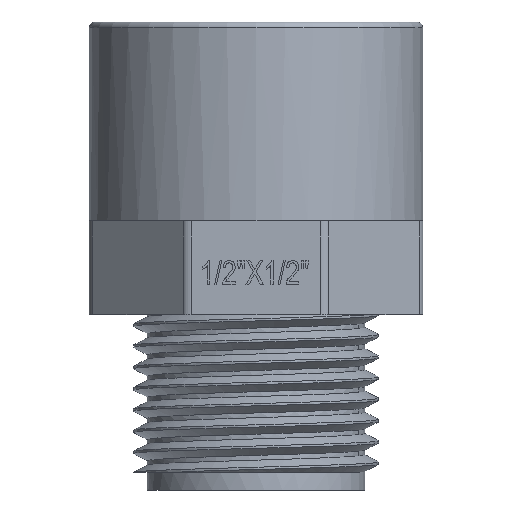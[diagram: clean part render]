
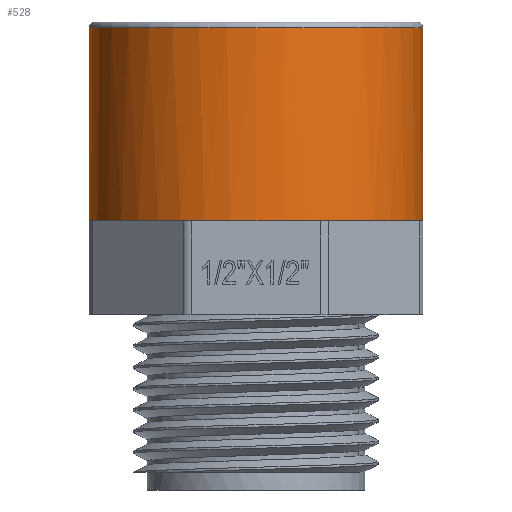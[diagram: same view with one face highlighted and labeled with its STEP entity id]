
A CAD part, front view. The second image highlights one B-rep face of the part: STEP entity #528.
In plain terms, the highlighted cylindrical face has radius 14.25 mm (diameter 28.5 mm), a full revolution.
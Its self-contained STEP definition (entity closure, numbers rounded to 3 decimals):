
#148=CYLINDRICAL_SURFACE('',#5656,14.25);
#473=CIRCLE('',#5624,14.25);
#475=CIRCLE('',#5627,14.25);
#477=CIRCLE('',#5630,14.25);
#479=CIRCLE('',#5633,14.25);
#481=CIRCLE('',#5636,14.25);
#483=CIRCLE('',#5639,14.25);
#485=CIRCLE('',#5642,14.25);
#487=CIRCLE('',#5650,14.25);
#490=CIRCLE('',#5655,14.25);
#528=ADVANCED_FACE('',(#1705,#1706),#148,.T.);
#1705=FACE_BOUND('',#1783,.T.);
#1706=FACE_BOUND('',#1784,.T.);
#1783=EDGE_LOOP('',(#2401));
#1784=EDGE_LOOP('',(#2402,#2403,#2404,#2405,#2406,#2407,#2408,#2409));
#2401=ORIENTED_EDGE('',*,*,#4520,.T.);
#2402=ORIENTED_EDGE('',*,*,#4391,.T.);
#2403=ORIENTED_EDGE('',*,*,#4394,.T.);
#2404=ORIENTED_EDGE('',*,*,#4397,.T.);
#2405=ORIENTED_EDGE('',*,*,#4400,.T.);
#2406=ORIENTED_EDGE('',*,*,#4403,.T.);
#2407=ORIENTED_EDGE('',*,*,#4407,.T.);
#2408=ORIENTED_EDGE('',*,*,#4411,.T.);
#2409=ORIENTED_EDGE('',*,*,#4517,.T.);
#3705=VERTEX_POINT('',#6813);
#3780=VERTEX_POINT('',#7187);
#3831=VERTEX_POINT('',#7460);
#3850=VERTEX_POINT('',#7522);
#3853=VERTEX_POINT('',#7533);
#3856=VERTEX_POINT('',#7544);
#3859=VERTEX_POINT('',#7552);
#3862=VERTEX_POINT('',#7560);
#3959=VERTEX_POINT('',#8088);
#4391=EDGE_CURVE('',#3831,#3850,#473,.T.);
#4394=EDGE_CURVE('',#3850,#3705,#475,.T.);
#4397=EDGE_CURVE('',#3705,#3853,#477,.T.);
#4400=EDGE_CURVE('',#3853,#3780,#479,.T.);
#4403=EDGE_CURVE('',#3780,#3856,#481,.T.);
#4407=EDGE_CURVE('',#3856,#3859,#483,.T.);
#4411=EDGE_CURVE('',#3859,#3862,#485,.T.);
#4517=EDGE_CURVE('',#3862,#3831,#487,.T.);
#4520=EDGE_CURVE('',#3959,#3959,#490,.T.);
#5624=AXIS2_PLACEMENT_3D('',#7523,#5930,#5931);
#5627=AXIS2_PLACEMENT_3D('',#7528,#5937,#5938);
#5630=AXIS2_PLACEMENT_3D('',#7534,#5944,#5945);
#5633=AXIS2_PLACEMENT_3D('',#7539,#5951,#5952);
#5636=AXIS2_PLACEMENT_3D('',#7545,#5958,#5959);
#5639=AXIS2_PLACEMENT_3D('',#7553,#5966,#5967);
#5642=AXIS2_PLACEMENT_3D('',#7561,#5974,#5975);
#5650=AXIS2_PLACEMENT_3D('',#8080,#6001,#6002);
#5655=AXIS2_PLACEMENT_3D('',#8087,#6011,#6012);
#5656=AXIS2_PLACEMENT_3D('',#8089,#6013,#6014);
#5930=DIRECTION('',(0.,0.,1.));
#5931=DIRECTION('',(1.,0.,0.));
#5937=DIRECTION('',(0.,0.,1.));
#5938=DIRECTION('',(1.,0.,0.));
#5944=DIRECTION('',(0.,0.,1.));
#5945=DIRECTION('',(1.,0.,0.));
#5951=DIRECTION('',(0.,0.,1.));
#5952=DIRECTION('',(1.,0.,0.));
#5958=DIRECTION('',(0.,0.,1.));
#5959=DIRECTION('',(1.,0.,0.));
#5966=DIRECTION('',(0.,0.,1.));
#5967=DIRECTION('',(1.,0.,0.));
#5974=DIRECTION('',(0.,0.,1.));
#5975=DIRECTION('',(1.,0.,0.));
#6001=DIRECTION('',(0.,0.,1.));
#6002=DIRECTION('',(1.,0.,0.));
#6011=DIRECTION('',(0.,0.,-1.));
#6012=DIRECTION('',(1.,0.,0.));
#6013=DIRECTION('',(0.,0.,1.));
#6014=DIRECTION('',(1.,0.,0.));
#6813=CARTESIAN_POINT('',(30.215,24.827,8.));
#7187=CARTESIAN_POINT('',(15.965,10.577,8.));
#7460=CARTESIAN_POINT('',(44.465,10.577,8.));
#7522=CARTESIAN_POINT('',(40.292,20.653,8.));
#7523=CARTESIAN_POINT('',(30.215,10.577,8.));
#7528=CARTESIAN_POINT('',(30.215,10.577,8.));
#7533=CARTESIAN_POINT('',(20.139,20.653,8.));
#7534=CARTESIAN_POINT('',(30.215,10.577,8.));
#7539=CARTESIAN_POINT('',(30.215,10.577,8.));
#7544=CARTESIAN_POINT('',(20.139,0.501,8.));
#7545=CARTESIAN_POINT('',(30.215,10.577,8.));
#7552=CARTESIAN_POINT('',(30.215,-3.673,8.));
#7553=CARTESIAN_POINT('',(30.215,10.577,8.));
#7560=CARTESIAN_POINT('',(40.292,0.501,8.));
#7561=CARTESIAN_POINT('',(30.215,10.577,8.));
#8080=CARTESIAN_POINT('',(30.215,10.577,8.));
#8087=CARTESIAN_POINT('',(30.215,10.577,24.5));
#8088=CARTESIAN_POINT('',(44.465,10.577,24.5));
#8089=CARTESIAN_POINT('',(30.215,10.577,8.));
